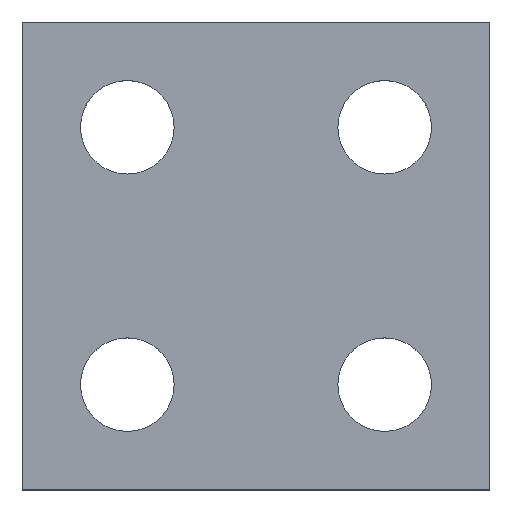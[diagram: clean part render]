
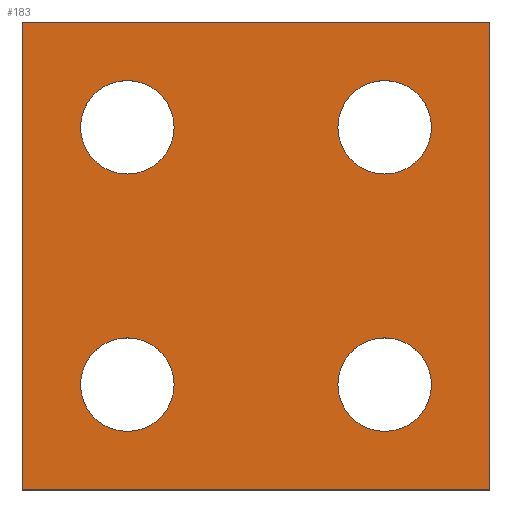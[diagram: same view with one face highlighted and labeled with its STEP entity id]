
A CAD part, top view. The second image highlights one B-rep face of the part: STEP entity #183.
In plain terms, the highlighted planar face has unit normal (0, 0, 1).
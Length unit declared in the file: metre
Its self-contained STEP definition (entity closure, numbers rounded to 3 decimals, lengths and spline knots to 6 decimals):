
#13=CIRCLE('',#202,0.002);
#15=CIRCLE('',#205,0.002);
#17=CIRCLE('',#208,0.002);
#19=CIRCLE('',#212,0.002);
#56=ORIENTED_EDGE('',*,*,#64,.F.);
#57=ORIENTED_EDGE('',*,*,#68,.T.);
#58=ORIENTED_EDGE('',*,*,#71,.T.);
#59=ORIENTED_EDGE('',*,*,#80,.F.);
#60=ORIENTED_EDGE('',*,*,#79,.F.);
#61=ORIENTED_EDGE('',*,*,#77,.F.);
#62=ORIENTED_EDGE('',*,*,#75,.F.);
#63=ORIENTED_EDGE('',*,*,#83,.F.);
#64=EDGE_CURVE('',#84,#85,#100,.T.);
#68=EDGE_CURVE('',#84,#88,#104,.T.);
#71=EDGE_CURVE('',#88,#90,#107,.T.);
#75=EDGE_CURVE('',#93,#93,#13,.T.);
#77=EDGE_CURVE('',#95,#95,#15,.T.);
#79=EDGE_CURVE('',#97,#97,#17,.T.);
#80=EDGE_CURVE('',#85,#90,#110,.T.);
#83=EDGE_CURVE('',#99,#99,#19,.T.);
#84=VERTEX_POINT('',#268);
#85=VERTEX_POINT('',#269);
#88=VERTEX_POINT('',#277);
#90=VERTEX_POINT('',#283);
#93=VERTEX_POINT('',#291);
#95=VERTEX_POINT('',#296);
#97=VERTEX_POINT('',#301);
#99=VERTEX_POINT('',#309);
#100=LINE('',#267,#112);
#104=LINE('',#276,#116);
#107=LINE('',#282,#119);
#110=LINE('',#303,#122);
#112=VECTOR('',#219,1.);
#116=VECTOR('',#225,1.);
#119=VECTOR('',#230,1.);
#122=VECTOR('',#253,1.);
#141=EDGE_LOOP('',(#56,#57,#58,#59));
#142=EDGE_LOOP('',(#60));
#143=EDGE_LOOP('',(#61));
#144=EDGE_LOOP('',(#62));
#145=EDGE_LOOP('',(#63));
#163=FACE_BOUND('',#141,.T.);
#164=FACE_BOUND('',#142,.T.);
#165=FACE_BOUND('',#143,.T.);
#166=FACE_BOUND('',#144,.T.);
#167=FACE_BOUND('',#145,.T.);
#173=PLANE('',#214);
#183=ADVANCED_FACE('',(#163,#164,#165,#166,#167),#173,.T.);
#202=AXIS2_PLACEMENT_3D('',#290,#237,#238);
#205=AXIS2_PLACEMENT_3D('',#295,#243,#244);
#208=AXIS2_PLACEMENT_3D('',#300,#249,#250);
#212=AXIS2_PLACEMENT_3D('',#308,#259,#260);
#214=AXIS2_PLACEMENT_3D('',#311,#263,#264);
#219=DIRECTION('',(0.,1.,0.));
#225=DIRECTION('',(1.,0.,0.));
#230=DIRECTION('',(0.,1.,0.));
#237=DIRECTION('',(0.,0.,1.));
#238=DIRECTION('',(1.,0.,0.));
#243=DIRECTION('',(0.,0.,1.));
#244=DIRECTION('',(1.,0.,0.));
#249=DIRECTION('',(0.,0.,1.));
#250=DIRECTION('',(1.,0.,0.));
#253=DIRECTION('',(1.,0.,0.));
#259=DIRECTION('',(0.,0.,1.));
#260=DIRECTION('',(1.,0.,0.));
#263=DIRECTION('',(0.,0.,1.));
#264=DIRECTION('',(1.,0.,0.));
#267=CARTESIAN_POINT('',(-0.12,0.26,0.024));
#268=CARTESIAN_POINT('',(-0.12,0.25,0.024));
#269=CARTESIAN_POINT('',(-0.12,0.27,0.024));
#276=CARTESIAN_POINT('',(-0.11,0.25,0.024));
#277=CARTESIAN_POINT('',(-0.1,0.25,0.024));
#282=CARTESIAN_POINT('',(-0.1,0.26,0.024));
#283=CARTESIAN_POINT('',(-0.1,0.27,0.024));
#290=CARTESIAN_POINT('',(-0.1045,0.2545,0.024));
#291=CARTESIAN_POINT('',(-0.1025,0.2545,0.024));
#295=CARTESIAN_POINT('',(-0.1045,0.2655,0.024));
#296=CARTESIAN_POINT('',(-0.1025,0.2655,0.024));
#300=CARTESIAN_POINT('',(-0.1155,0.2655,0.024));
#301=CARTESIAN_POINT('',(-0.1135,0.2655,0.024));
#303=CARTESIAN_POINT('',(-0.11,0.27,0.024));
#308=CARTESIAN_POINT('',(-0.1155,0.2545,0.024));
#309=CARTESIAN_POINT('',(-0.1135,0.2545,0.024));
#311=CARTESIAN_POINT('',(-0.21275,0.246,0.024));
